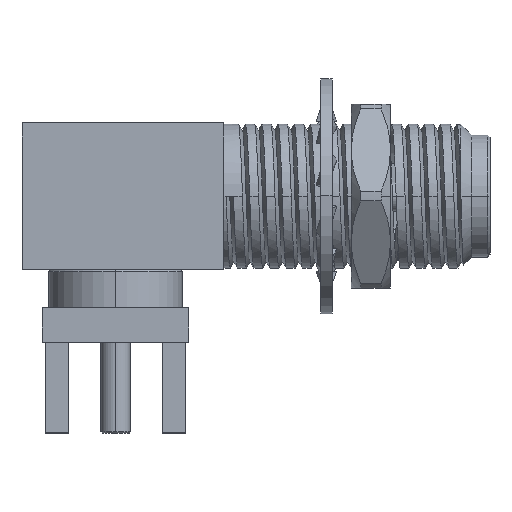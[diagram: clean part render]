
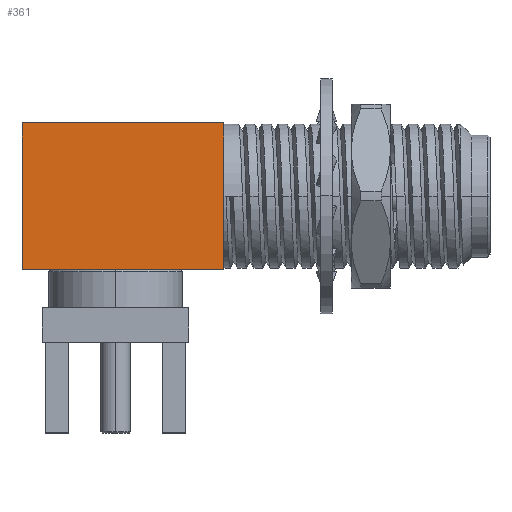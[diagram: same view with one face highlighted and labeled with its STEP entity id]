
A CAD part, top view. The second image highlights one B-rep face of the part: STEP entity #361.
In plain terms, the highlighted planar face has unit normal (0, 0, 1).
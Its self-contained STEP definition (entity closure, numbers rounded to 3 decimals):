
#361 = ADVANCED_FACE ( 'NONE', ( #10294 ), #15888, .F. ) ;
#769 = EDGE_CURVE ( 'NONE', #14396, #16509, #23850, .T. ) ;
#1295 = VERTEX_POINT ( 'NONE', #13800 ) ;
#1877 = ORIENTED_EDGE ( 'NONE', *, *, #769, .T. ) ;
#2460 = EDGE_CURVE ( 'NONE', #15355, #1295, #8158, .T. ) ;
#2896 = DIRECTION ( 'NONE',  ( 0., 1., 0. ) ) ;
#3511 = VECTOR ( 'NONE', #16086, 1000. ) ;
#5068 = VECTOR ( 'NONE', #15579, 1000. ) ;
#5212 = DIRECTION ( 'NONE',  ( -1., 0., 0. ) ) ;
#5342 = ORIENTED_EDGE ( 'NONE', *, *, #10931, .F. ) ;
#5682 = DIRECTION ( 'NONE',  ( -1., 0., 0. ) ) ;
#7793 = EDGE_LOOP ( 'NONE', ( #1877, #14029, #23991, #5342 ) ) ;
#8158 = LINE ( 'NONE', #20802, #5068 ) ;
#8790 = CARTESIAN_POINT ( 'NONE',  ( -37.414, 21.679, 14.756 ) ) ;
#10294 = FACE_OUTER_BOUND ( 'NONE', #7793, .T. ) ;
#10931 = EDGE_CURVE ( 'NONE', #14396, #1295, #23782, .T. ) ;
#11259 = CARTESIAN_POINT ( 'NONE',  ( -37.414, 15.379, 14.756 ) ) ;
#12474 = VECTOR ( 'NONE', #5212, 1000. ) ;
#12586 = CARTESIAN_POINT ( 'NONE',  ( -46.184, 21.729, 14.756 ) ) ;
#13106 = CARTESIAN_POINT ( 'NONE',  ( -36.184, 21.729, 14.756 ) ) ;
#13274 = VECTOR ( 'NONE', #5682, 1000. ) ;
#13670 = CARTESIAN_POINT ( 'NONE',  ( -37.414, 21.729, 14.756 ) ) ;
#13800 = CARTESIAN_POINT ( 'NONE',  ( -46.184, 15.379, 14.756 ) ) ;
#14029 = ORIENTED_EDGE ( 'NONE', *, *, #14382, .T. ) ;
#14382 = EDGE_CURVE ( 'NONE', #16509, #15355, #18548, .T. ) ;
#14396 = VERTEX_POINT ( 'NONE', #11259 ) ;
#14756 = AXIS2_PLACEMENT_3D ( 'NONE', #17713, #21718, #2896 ) ;
#14784 = CARTESIAN_POINT ( 'NONE',  ( -36.184, 15.379, 14.756 ) ) ;
#15355 = VERTEX_POINT ( 'NONE', #12586 ) ;
#15579 = DIRECTION ( 'NONE',  ( 0., -1., 0. ) ) ;
#15888 = PLANE ( 'NONE',  #14756 ) ;
#16086 = DIRECTION ( 'NONE',  ( 0., 1., 0. ) ) ;
#16509 = VERTEX_POINT ( 'NONE', #13670 ) ;
#17713 = CARTESIAN_POINT ( 'NONE',  ( -36.184, 21.729, 14.756 ) ) ;
#18548 = LINE ( 'NONE', #13106, #13274 ) ;
#20802 = CARTESIAN_POINT ( 'NONE',  ( -46.184, 21.729, 14.756 ) ) ;
#21718 = DIRECTION ( 'NONE',  ( 0., 0., -1. ) ) ;
#23782 = LINE ( 'NONE', #14784, #12474 ) ;
#23850 = LINE ( 'NONE', #8790, #3511 ) ;
#23991 = ORIENTED_EDGE ( 'NONE', *, *, #2460, .T. ) ;
